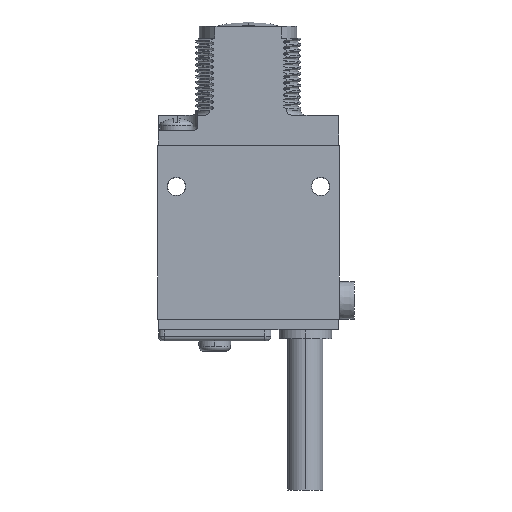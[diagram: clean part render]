
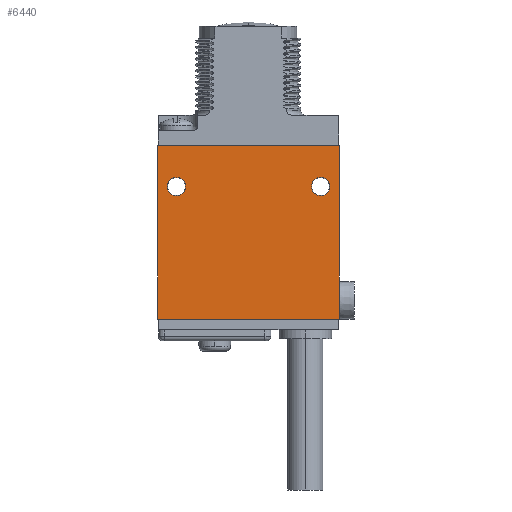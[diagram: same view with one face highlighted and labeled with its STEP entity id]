
A CAD part, left-side view. The second image highlights one B-rep face of the part: STEP entity #6440.
In plain terms, the highlighted planar face has unit normal (-1, 0, 0).
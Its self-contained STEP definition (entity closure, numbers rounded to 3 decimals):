
#1=DIRECTION('',(0.,-1.,0.));
#2=VECTOR('',#1,0.127);
#3=CARTESIAN_POINT('',(-6.02,0.127,0.));
#4=LINE('',#3,#2);
#5=DIRECTION('',(0.,0.,-1.));
#6=VECTOR('',#5,29.464);
#7=CARTESIAN_POINT('',(-6.02,0.,0.));
#8=LINE('',#7,#6);
#9=DIRECTION('',(0.,1.,0.));
#10=VECTOR('',#9,30.785);
#11=CARTESIAN_POINT('',(-6.02,0.,-29.464));
#12=LINE('',#11,#10);
#13=DIRECTION('',(0.,0.,1.));
#14=VECTOR('',#13,29.464);
#15=CARTESIAN_POINT('',(-6.02,30.785,-29.464));
#16=LINE('',#15,#14);
#17=DIRECTION('',(0.,-1.,0.));
#18=VECTOR('',#17,0.076);
#19=CARTESIAN_POINT('',(-6.02,30.785,0.));
#20=LINE('',#19,#18);
#21=DIRECTION('',(0.,1.,0.));
#22=VECTOR('',#21,30.582);
#23=CARTESIAN_POINT('',(-6.02,0.127,0.));
#24=LINE('',#23,#22);
#25=CARTESIAN_POINT('',(-6.02,27.61,-6.985));
#26=DIRECTION('',(1.,0.,0.));
#27=DIRECTION('',(0.,0.,-1.));
#28=AXIS2_PLACEMENT_3D('',#25,#26,#27);
#30=CARTESIAN_POINT('',(-6.02,27.61,-6.985));
#31=DIRECTION('',(1.,0.,0.));
#32=DIRECTION('',(0.,0.,1.));
#33=AXIS2_PLACEMENT_3D('',#30,#31,#32);
#35=CARTESIAN_POINT('',(-6.02,3.175,-6.985));
#36=DIRECTION('',(1.,0.,0.));
#37=DIRECTION('',(0.,0.,-1.));
#38=AXIS2_PLACEMENT_3D('',#35,#36,#37);
#40=CARTESIAN_POINT('',(-6.02,3.175,-6.985));
#41=DIRECTION('',(1.,0.,0.));
#42=DIRECTION('',(0.,0.,1.));
#43=AXIS2_PLACEMENT_3D('',#40,#41,#42);
#5636=CARTESIAN_POINT('',(-6.02,0.,0.));
#5637=CARTESIAN_POINT('',(-6.02,0.,-29.464));
#5638=VERTEX_POINT('',#5636);
#5639=VERTEX_POINT('',#5637);
#5640=CARTESIAN_POINT('',(-6.02,30.785,-29.464));
#5641=VERTEX_POINT('',#5640);
#5642=CARTESIAN_POINT('',(-6.02,30.785,0.));
#5643=VERTEX_POINT('',#5642);
#5652=CARTESIAN_POINT('',(-6.02,27.61,-8.535));
#5653=CARTESIAN_POINT('',(-6.02,27.61,-5.435));
#5654=VERTEX_POINT('',#5652);
#5655=VERTEX_POINT('',#5653);
#5656=CARTESIAN_POINT('',(-6.02,3.175,-8.535));
#5657=CARTESIAN_POINT('',(-6.02,3.175,-5.435));
#5658=VERTEX_POINT('',#5656);
#5659=VERTEX_POINT('',#5657);
#6113=CARTESIAN_POINT('',(-6.02,0.127,0.));
#6114=CARTESIAN_POINT('',(-6.02,30.709,0.));
#6115=VERTEX_POINT('',#6113);
#6116=VERTEX_POINT('',#6114);
#6409=CARTESIAN_POINT('',(-6.02,0.,0.));
#6410=DIRECTION('',(1.,0.,0.));
#6411=DIRECTION('',(0.,0.,-1.));
#6412=AXIS2_PLACEMENT_3D('',#6409,#6410,#6411);
#6413=PLANE('',#6412);
#6415=ORIENTED_EDGE('',*,*,#6414,.T.);
#6417=ORIENTED_EDGE('',*,*,#6416,.T.);
#6419=ORIENTED_EDGE('',*,*,#6418,.T.);
#6421=ORIENTED_EDGE('',*,*,#6420,.T.);
#6423=ORIENTED_EDGE('',*,*,#6422,.T.);
#6425=ORIENTED_EDGE('',*,*,#6424,.F.);
#6426=EDGE_LOOP('',(#6415,#6417,#6419,#6421,#6423,#6425));
#6427=FACE_OUTER_BOUND('',#6426,.F.);
#6429=ORIENTED_EDGE('',*,*,#6428,.F.);
#6431=ORIENTED_EDGE('',*,*,#6430,.F.);
#6432=EDGE_LOOP('',(#6429,#6431));
#6433=FACE_BOUND('',#6432,.F.);
#6435=ORIENTED_EDGE('',*,*,#6434,.F.);
#6437=ORIENTED_EDGE('',*,*,#6436,.F.);
#6438=EDGE_LOOP('',(#6435,#6437));
#6439=FACE_BOUND('',#6438,.F.);
#6440=ADVANCED_FACE('',(#6427,#6433,#6439),#6413,.F.);
#29=CIRCLE('',#28,1.55);
#34=CIRCLE('',#33,1.55);
#39=CIRCLE('',#38,1.55);
#44=CIRCLE('',#43,1.55);
#6414=EDGE_CURVE('',#6115,#5638,#4,.T.);
#6416=EDGE_CURVE('',#5638,#5639,#8,.T.);
#6418=EDGE_CURVE('',#5639,#5641,#12,.T.);
#6420=EDGE_CURVE('',#5641,#5643,#16,.T.);
#6422=EDGE_CURVE('',#5643,#6116,#20,.T.);
#6424=EDGE_CURVE('',#6115,#6116,#24,.T.);
#6428=EDGE_CURVE('',#5654,#5655,#29,.T.);
#6430=EDGE_CURVE('',#5655,#5654,#34,.T.);
#6434=EDGE_CURVE('',#5658,#5659,#39,.T.);
#6436=EDGE_CURVE('',#5659,#5658,#44,.T.);
